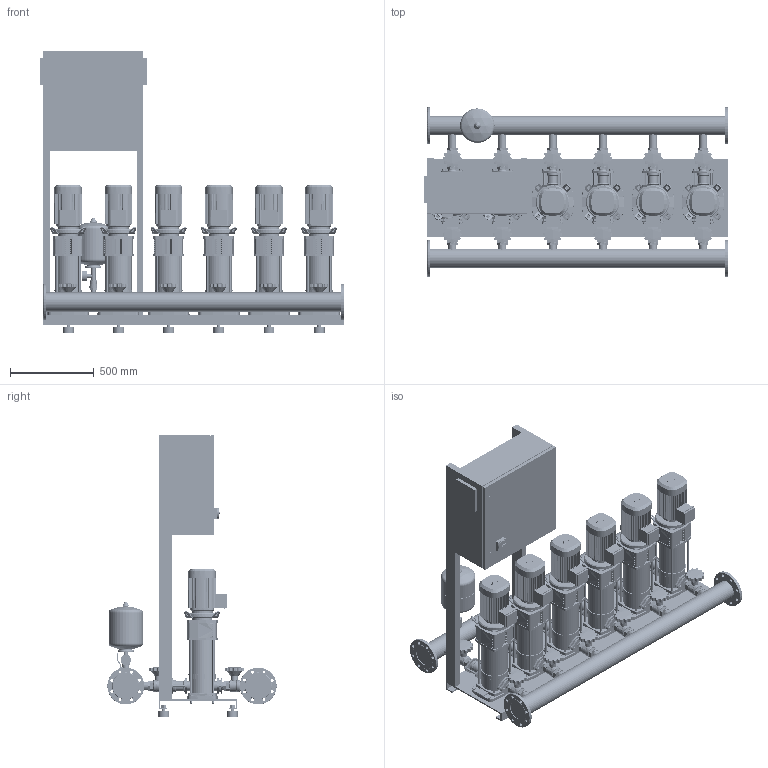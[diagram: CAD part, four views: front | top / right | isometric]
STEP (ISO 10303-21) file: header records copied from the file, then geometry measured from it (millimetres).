
FILE_DESCRIPTION((''),'2;1');
FILE_NAME('3d_CO-6HELIXV1004_K_CC-01-2534148.stp','2016-01-25T07:47:34',(''),(''),'Mechanical Desktop 2009','Mechanical Desktop 2009',', , ');
FILE_SCHEMA(('CONFIG_CONTROL_DESIGN'));
Length unit declared in the file: millimetre
Products named in the file (1): Product
Bounding box: 1820 x 1012 x 1685 mm (x, y, z)
Volume: 277412778.9 mm3; surface area: 16350859.9 mm2
Topology: 292 solids, 292 shells, 8561 faces, 21861 edges, 14252 vertices
Faces by surface type: plane 3199, cylinder 2572, bspline 2136, cone 460, torus 156, sphere 38
Entity records: 279903 total; most frequent: CARTESIAN_POINT 73453, ORIENTED_EDGE 43658, DIRECTION 41311, EDGE_CURVE 21829, AXIS2_PLACEMENT_3D 14312, VERTEX_POINT 14246, VECTOR 12687, LINE 12687
